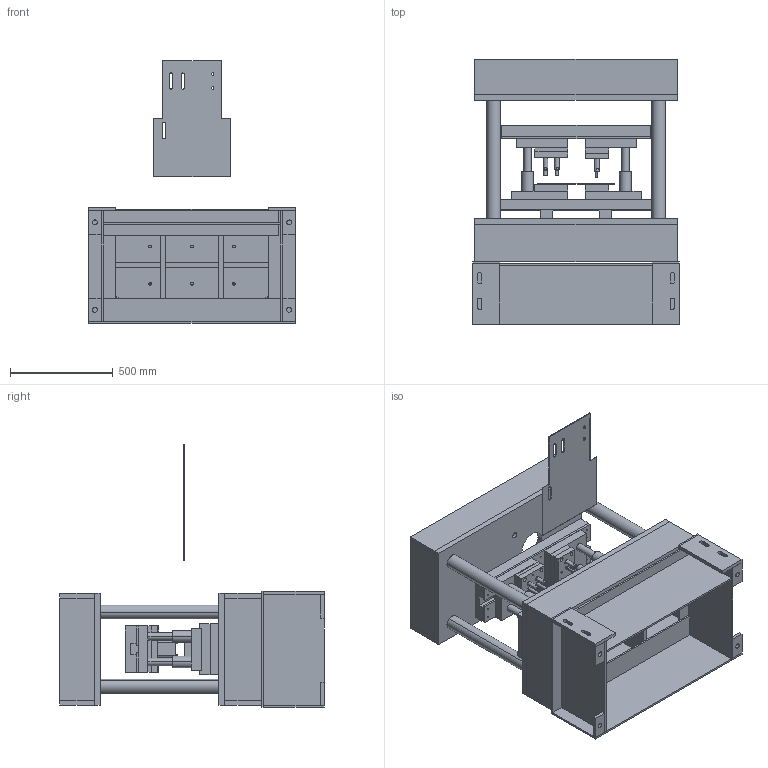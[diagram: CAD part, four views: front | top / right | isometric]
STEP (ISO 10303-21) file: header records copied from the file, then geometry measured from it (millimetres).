
FILE_DESCRIPTION(('FreeCAD Model'),'2;1');
FILE_NAME('Open CASCADE Shape Model','2025-05-09T09:38:53',('FreeCAD'),( 'FreeCAD'),'Open CASCADE STEP processor 7.6','FreeCAD','Unknown');
FILE_SCHEMA(('AUTOMOTIVE_DESIGN { 1 0 10303 214 1 1 1 1 }'));
Products named in the file (1): Open CASCADE STEP translator 7.6 1
Bounding box: 1006.27 x 1287.8 x 1277.16 mm (x, y, z)
Volume: 120811882.7 mm3; surface area: 12905644.7 mm2
Topology: 75 solids, 75 shells, 1698 faces, 3952 edges, 2430 vertices
Faces by surface type: bspline 1698
Entity records: 52422 total; most frequent: CARTESIAN_POINT 29299, ORIENTED_EDGE 7832, EDGE_CURVE 3916, VERTEX_POINT 2430, B_SPLINE_CURVE_WITH_KNOTS 2224, FACE_BOUND 2146, EDGE_LOOP 2146, ADVANCED_FACE 1698
